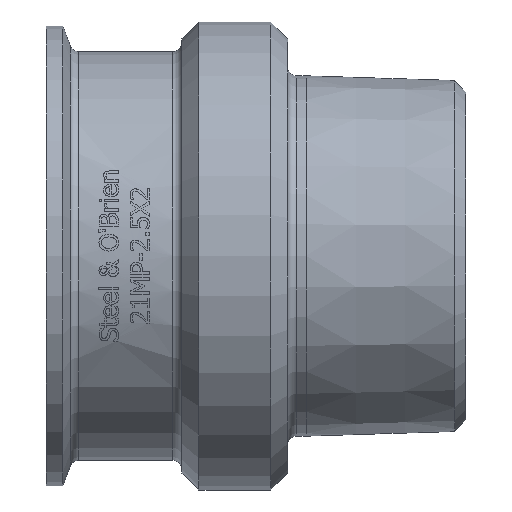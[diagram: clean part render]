
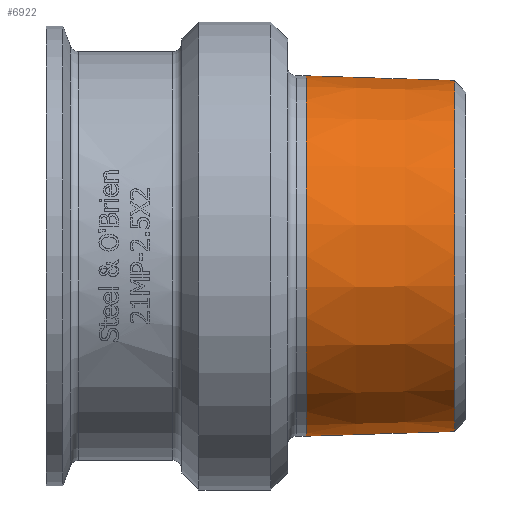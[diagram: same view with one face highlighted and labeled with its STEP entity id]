
A CAD part, top view. The second image highlights one B-rep face of the part: STEP entity #6922.
In plain terms, the highlighted conical face has half-angle 1.783 degrees and reference radius 29.89 mm.
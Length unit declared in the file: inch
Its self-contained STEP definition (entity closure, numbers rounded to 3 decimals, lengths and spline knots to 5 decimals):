
#27=CONICAL_SURFACE('',#7345,1.17678,1.783);
#120=FACE_BOUND('',#1284,.T.);
#843=FACE_OUTER_BOUND('',#1283,.T.);
#1283=EDGE_LOOP('',(#6460));
#1284=EDGE_LOOP('',(#6461));
#1813=CIRCLE('',#7338,1.19325);
#1816=CIRCLE('',#7344,1.16264);
#3416=VERTEX_POINT('',#15121);
#3419=VERTEX_POINT('',#15130);
#4433=EDGE_CURVE('',#3416,#3416,#1813,.T.);
#4436=EDGE_CURVE('',#3419,#3419,#1816,.T.);
#6460=ORIENTED_EDGE('',*,*,#4433,.T.);
#6461=ORIENTED_EDGE('',*,*,#4436,.F.);
#6922=ADVANCED_FACE('',(#843,#120),#27,.T.);
#7338=AXIS2_PLACEMENT_3D('',#15122,#8629,#8630);
#7344=AXIS2_PLACEMENT_3D('',#15131,#8641,#8642);
#7345=AXIS2_PLACEMENT_3D('',#15132,#8643,#8644);
#8629=DIRECTION('center_axis',(1.,0.,0.));
#8630=DIRECTION('ref_axis',(0.,1.,0.));
#8641=DIRECTION('center_axis',(1.,0.,0.));
#8642=DIRECTION('ref_axis',(0.,-1.,0.));
#8643=DIRECTION('center_axis',(-1.,0.,0.));
#8644=DIRECTION('ref_axis',(0.,1.,0.));
#15121=CARTESIAN_POINT('',(1.7228,1.19325,0.));
#15122=CARTESIAN_POINT('Origin',(1.7228,0.,0.));
#15130=CARTESIAN_POINT('',(2.70604,1.16264,0.));
#15131=CARTESIAN_POINT('Origin',(2.70604,0.,
0.));
#15132=CARTESIAN_POINT('Origin',(2.2519,0.,0.));
